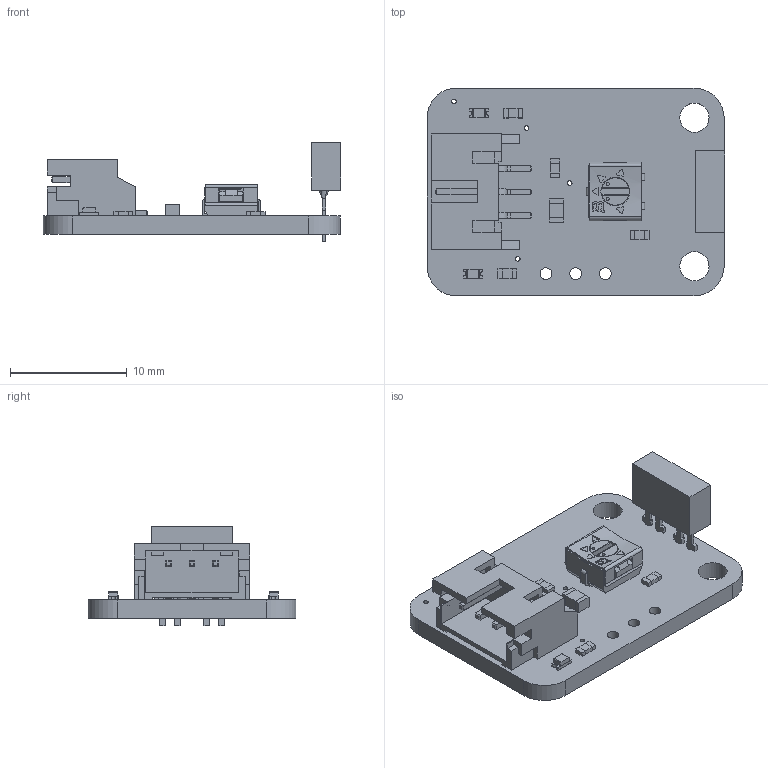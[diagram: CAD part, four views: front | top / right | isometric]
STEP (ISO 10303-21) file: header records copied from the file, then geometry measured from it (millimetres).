
FILE_DESCRIPTION(/* description */ (''),/* implementation_level */ '2;1');
FILE_NAME(/* name */ 'PCB Component.step',/* time_stamp */ '2024-06-12T15:05:42-04:00',/* author */ (''),/* organization */ (''),/* preprocessor_version */ 'ST-DEVELOPER v20',/* originating_system */ 'Autodesk Translation Framework v13.14.0.145',/* authorisation */ '');
FILE_SCHEMA (('AUTOMOTIVE_DESIGN { 1 0 10303 214 3 1 1 }'));
Length unit declared in the file: millimetre
Products named in the file (8): PCB Component; Board; 10uF; RED; 10K; JST PH 3; TCRT1000_VERT; 3314J-1-201E
Assembly tree (11 placements, depth 2):
  PCB Component
    Board
    10uF
    RED  x2
    10K  x4
    JST PH 3
    TCRT1000_VERT
    3314J-1-201E
Bounding box: 25.46 x 17.78 x 8.5 mm (x, y, z)
Volume: 908.8 mm3; surface area: 1978.9 mm2
Topology: 27 solids, 28 shells, 716 faces, 1908 edges, 1259 vertices
Faces by surface type: plane 572, cylinder 107, bspline 24, cone 8, torus 3, sphere 2
Full cylindrical faces by diameter (mm): 0.254 x2, 0.394 x5, 0.6 x4, 1 x6, 1.016 x1, 2.464 x1, 2.5 x2, 3.404 x1, 3.658 x1, 4.115 x1, 4.394 x1
Entity records: 21344 total; most frequent: CARTESIAN_POINT 5430, ORIENTED_EDGE 3282, DIRECTION 3043, EDGE_CURVE 1641, LINE 1339, VECTOR 1339, VERTEX_POINT 1081, AXIS2_PLACEMENT_3D 852
